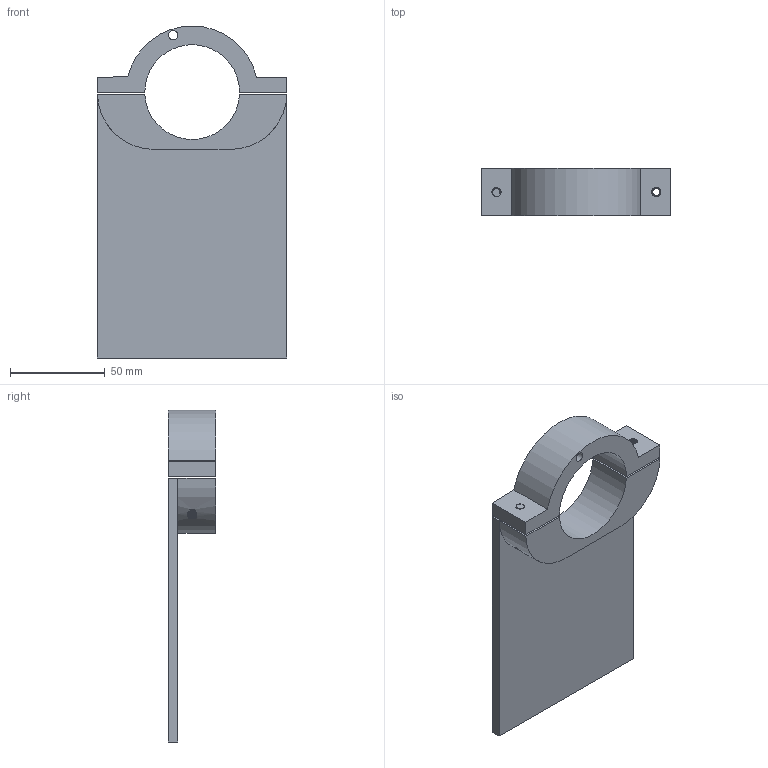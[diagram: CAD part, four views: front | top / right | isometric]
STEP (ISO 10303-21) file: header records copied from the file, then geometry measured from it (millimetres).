
FILE_DESCRIPTION(/* description */ (''),/* implementation_level */ '2;1');
FILE_NAME(/* name */ 'PST Sun Shield.step',/* time_stamp */ '2020-09-16T17:57:19-07:00',/* author */ (''),/* organization */ (''),/* preprocessor_version */ 'ST-DEVELOPER v18.1',/* originating_system */ 'Autodesk Translation Framework v9.3.0.1241',/* authorisation */ '');
FILE_SCHEMA (('AUTOMOTIVE_DESIGN { 1 0 10303 214 3 1 1 }'));
Length unit declared in the file: millimetre
Products named in the file (1): PST Sun Shield
Bounding box: 100.19 x 25 x 175.1 mm (x, y, z)
Volume: 125045.2 mm3; surface area: 44196.2 mm2
Topology: 2 solids, 2 shells, 164 faces, 478 edges, 318 vertices
Faces by surface type: cylinder 123, bspline 21, plane 20
Full cylindrical faces by diameter (mm): 3.818 x20, 4.826 x26, 5 x1
Entity records: 19226 total; most frequent: CARTESIAN_POINT 15486, ORIENTED_EDGE 956, DIRECTION 483, EDGE_CURVE 478, VERTEX_POINT 318, B_SPLINE_CURVE_WITH_KNOTS 311, EDGE_LOOP 174, AXIS2_PLACEMENT_3D 172
